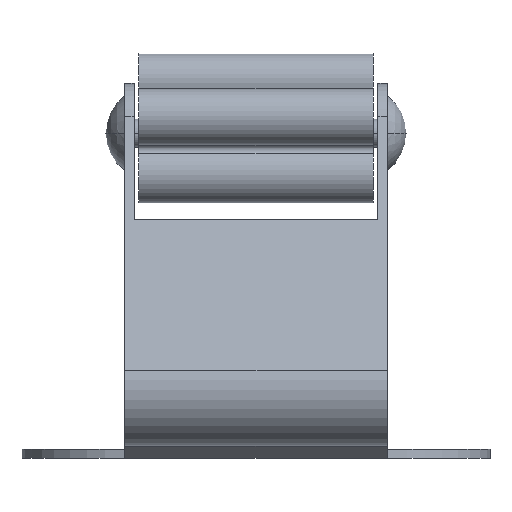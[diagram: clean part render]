
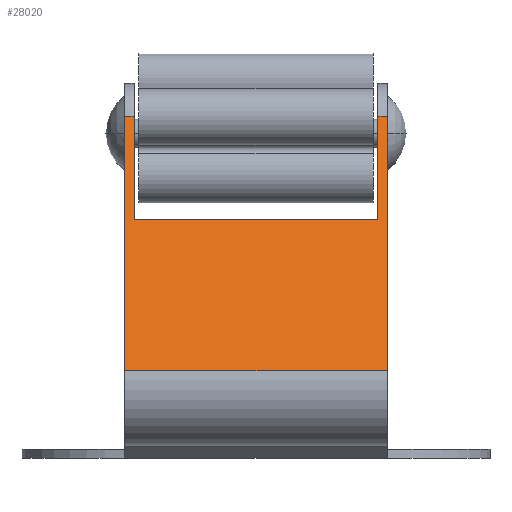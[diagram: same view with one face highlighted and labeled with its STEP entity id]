
A CAD part, left-side view. The second image highlights one B-rep face of the part: STEP entity #28020.
In plain terms, the highlighted planar face has unit normal (-0.94, 0, 0.342).
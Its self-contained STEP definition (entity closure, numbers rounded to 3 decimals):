
#3370=CARTESIAN_POINT('',(-5.685,38.,24.218));
#3380=VERTEX_POINT('',#3370);
#3550=CARTESIAN_POINT('',(-5.685,12.,24.218));
#3560=VERTEX_POINT('',#3550);
#3590=CARTESIAN_POINT('',(-5.685,0.,24.218));
#3600=DIRECTION('',(0.,-1.,0.));
#3610=VECTOR('',#3600,1.);
#3620=LINE('',#3590,#3610);
#3630=EDGE_CURVE('',#3380,#3560,#3620,.T.);
#23030=CARTESIAN_POINT('',(-1.684,11.,35.213));
#23040=VERTEX_POINT('',#23030);
#23090=CARTESIAN_POINT('',(-1.684,11.,35.213));
#23100=DIRECTION('',(0.,-1.,0.));
#23110=VECTOR('',#23100,1.);
#23120=LINE('',#23090,#23110);
#23130=CARTESIAN_POINT('',(-1.684,12.,35.213));
#23140=VERTEX_POINT('',#23130);
#23150=EDGE_CURVE('',#23140,#23040,#23120,.T.);
#24050=CARTESIAN_POINT('',(-14.5,12.,0.));
#24060=DIRECTION('',(0.342,0.,0.94));
#24070=VECTOR('',#24060,1.);
#24080=LINE('',#24050,#24070);
#24090=EDGE_CURVE('',#3560,#23140,#24080,.T.);
#24800=CARTESIAN_POINT('',(-11.569,11.,8.052));
#24810=VERTEX_POINT('',#24800);
#24840=CARTESIAN_POINT('',(-14.5,11.,0.));
#24850=DIRECTION('',(-0.342,0.,-0.94));
#24860=VECTOR('',#24850,1.);
#24870=LINE('',#24840,#24860);
#24880=EDGE_CURVE('',#23040,#24810,#24870,.T.);
#25730=CARTESIAN_POINT('',(-1.684,38.,35.213));
#25740=VERTEX_POINT('',#25730);
#25770=CARTESIAN_POINT('',(-1.684,39.,35.213));
#25780=DIRECTION('',(0.,1.,0.));
#25790=VECTOR('',#25780,1.);
#25800=LINE('',#25770,#25790);
#25810=CARTESIAN_POINT('',(-1.684,39.,35.213));
#25820=VERTEX_POINT('',#25810);
#25830=EDGE_CURVE('',#25740,#25820,#25800,.T.);
#27500=CARTESIAN_POINT('',(-14.5,38.,0.));
#27510=DIRECTION('',(0.342,0.,0.94));
#27520=VECTOR('',#27510,1.);
#27530=LINE('',#27500,#27520);
#27540=EDGE_CURVE('',#3380,#25740,#27530,.T.);
#27750=CARTESIAN_POINT('',(-14.5,11.,0.));
#27760=DIRECTION('',(0.94,0.,-0.342));
#27770=DIRECTION('',(-0.342,0.,-0.94));
#27780=AXIS2_PLACEMENT_3D('',#27750,#27760,#27770);
#27790=PLANE('',#27780);
#27800=CARTESIAN_POINT('',(-14.5,39.,0.));
#27810=DIRECTION('',(-0.342,0.,-0.94));
#27820=VECTOR('',#27810,1.);
#27830=LINE('',#27800,#27820);
#27840=CARTESIAN_POINT('',(-11.569,39.,8.052));
#27850=VERTEX_POINT('',#27840);
#27860=EDGE_CURVE('',#25820,#27850,#27830,.T.);
#27870=ORIENTED_EDGE('',*,*,#27860,.T.);
#27880=ORIENTED_EDGE('',*,*,#25830,.T.);
#27890=ORIENTED_EDGE('',*,*,#27540,.T.);
#27900=ORIENTED_EDGE('',*,*,#3630,.F.);
#27910=ORIENTED_EDGE('',*,*,#24090,.F.);
#27920=ORIENTED_EDGE('',*,*,#23150,.F.);
#27930=ORIENTED_EDGE('',*,*,#24880,.F.);
#27940=CARTESIAN_POINT('',(-11.569,0.,8.052));
#27950=DIRECTION('',(0.,1.,0.));
#27960=VECTOR('',#27950,1.);
#27970=LINE('',#27940,#27960);
#27980=EDGE_CURVE('',#24810,#27850,#27970,.T.);
#27990=ORIENTED_EDGE('',*,*,#27980,.F.);
#28000=EDGE_LOOP('',(#27990,#27930,#27920,#27910,#27900,#27890,#27880,
#27870));
#28010=FACE_OUTER_BOUND('',#28000,.T.);
#28020=ADVANCED_FACE('',(#28010),#27790,.F.);
